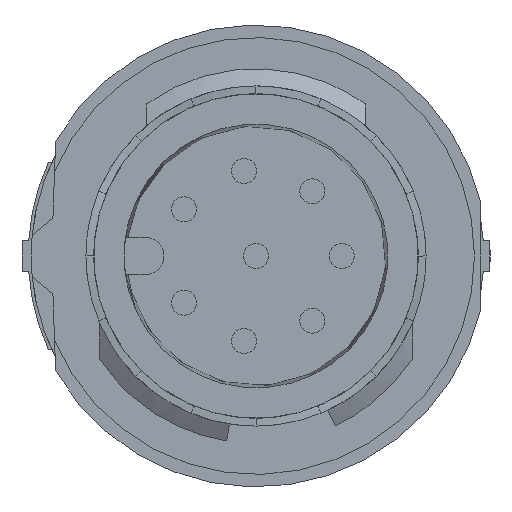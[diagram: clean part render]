
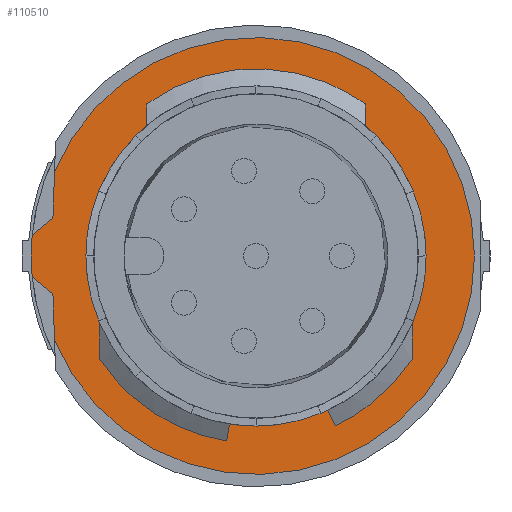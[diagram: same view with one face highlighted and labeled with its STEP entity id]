
A CAD part, left-side view. The second image highlights one B-rep face of the part: STEP entity #110510.
In plain terms, the highlighted planar face has unit normal (-1, 0, 0).
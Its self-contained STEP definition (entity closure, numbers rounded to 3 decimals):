
#107370=CARTESIAN_POINT('',(-37.678,7.2,
0.));
#107380=VERTEX_POINT('',#107370);
#107410=CARTESIAN_POINT('',(-37.678,0.,
0.));
#107420=DIRECTION('',(1.,0.,0.));
#107430=DIRECTION('',(0.,1.,0.));
#107440=AXIS2_PLACEMENT_3D('',#107410,#107420,#107430);
#107450=CIRCLE('',#107440,7.2);
#107460=CARTESIAN_POINT('',(-37.678,7.168,
-0.675));
#107470=VERTEX_POINT('',#107460);
#107480=EDGE_CURVE('',#107470,#107380,#107450,.T.);
#108370=CARTESIAN_POINT('',(-37.678,-6.975,
-12.128));
#108380=DIRECTION('',(0.,0.777,
0.629));
#108390=VECTOR('',#108380,1.);
#108400=LINE('',#108370,#108390);
#108410=CARTESIAN_POINT('',(-37.678,6.507,
-1.21));
#108420=VERTEX_POINT('',#108410);
#108430=EDGE_CURVE('',#108420,#107470,#108400,.T.);
#108700=CARTESIAN_POINT('',(-37.678,6.55,
0.));
#108710=DIRECTION('',(0.,0.035,
0.999));
#108720=VECTOR('',#108710,1.);
#108730=LINE('',#108700,#108720);
#108740=CARTESIAN_POINT('',(-37.678,6.455,
-2.708));
#108750=VERTEX_POINT('',#108740);
#108760=EDGE_CURVE('',#108750,#108420,#108730,.T.);
#109810=CARTESIAN_POINT('',(-37.678,0.,
0.));
#109820=DIRECTION('',(-1.,0.,0.));
#109830=DIRECTION('',(0.,0.,-1.));
#109840=AXIS2_PLACEMENT_3D('',#109810,#109820,#109830);
#109850=CIRCLE('',#109840,7.);
#109860=CARTESIAN_POINT('',(-37.678,6.455,
2.708));
#109870=VERTEX_POINT('',#109860);
#109880=EDGE_CURVE('',#108750,#109870,#109850,.T.);
#110070=CARTESIAN_POINT('',(-37.678,-6.225,
0.));
#110080=DIRECTION('',(-1.,0.,0.));
#110090=DIRECTION('',(0.,0.,-1.));
#110100=AXIS2_PLACEMENT_3D('',#110070,#110080,#110090);
#110110=PLANE('',#110100);
#110120=CARTESIAN_POINT('',(-37.678,0.,
0.));
#110130=DIRECTION('',(1.,0.,0.));
#110140=DIRECTION('',(0.,0.966,
0.259));
#110150=AXIS2_PLACEMENT_3D('',#110120,#110130,#110140);
#110160=CIRCLE('',#110150,5.45);
#110170=CARTESIAN_POINT('',(-37.678,5.264,
1.411));
#110180=VERTEX_POINT('',#110170);
#110190=CARTESIAN_POINT('',(-37.678,-5.264,
-1.411));
#110200=VERTEX_POINT('',#110190);
#110210=EDGE_CURVE('',#110180,#110200,#110160,.T.);
#110220=ORIENTED_EDGE('',*,*,#110210,.T.);
#110230=EDGE_CURVE('',#110200,#110180,#110160,.T.);
#110240=ORIENTED_EDGE('',*,*,#110230,.T.);
#110250=EDGE_LOOP('',(#110240,#110220));
#110260=FACE_BOUND('',#110250,.T.);
#110270=CARTESIAN_POINT('',(-37.678,-6.975,
12.128));
#110280=DIRECTION('',(0.,-0.777,
0.629));
#110290=VECTOR('',#110280,1.);
#110300=LINE('',#110270,#110290);
#110310=CARTESIAN_POINT('',(-37.678,7.168,
0.675));
#110320=VERTEX_POINT('',#110310);
#110330=CARTESIAN_POINT('',(-37.678,6.507,
1.21));
#110340=VERTEX_POINT('',#110330);
#110350=EDGE_CURVE('',#110320,#110340,#110300,.T.);
#110360=ORIENTED_EDGE('',*,*,#110350,.F.);
#110370=CARTESIAN_POINT('',(-37.678,6.55,
0.));
#110380=DIRECTION('',(0.,-0.035,
0.999));
#110390=VECTOR('',#110380,1.);
#110400=LINE('',#110370,#110390);
#110410=EDGE_CURVE('',#110340,#109870,#110400,.T.);
#110420=ORIENTED_EDGE('',*,*,#110410,.F.);
#110430=ORIENTED_EDGE('',*,*,#109880,.T.);
#110440=ORIENTED_EDGE('',*,*,#108760,.F.);
#110450=ORIENTED_EDGE('',*,*,#108430,.F.);
#110460=ORIENTED_EDGE('',*,*,#107480,.F.);
#110470=EDGE_CURVE('',#107380,#110320,#107450,.T.);
#110480=ORIENTED_EDGE('',*,*,#110470,.F.);
#110490=EDGE_LOOP('',(#110480,#110460,#110450,#110440,#110430,#110420,
#110360));
#110500=FACE_OUTER_BOUND('',#110490,.T.);
#110510=ADVANCED_FACE('',(#110260,#110500),#110110,.T.);
